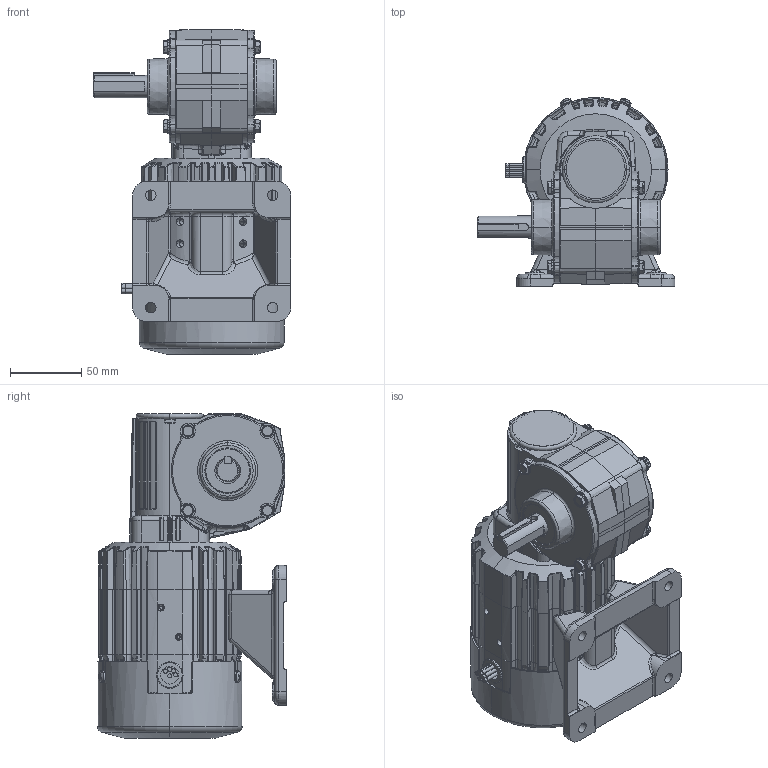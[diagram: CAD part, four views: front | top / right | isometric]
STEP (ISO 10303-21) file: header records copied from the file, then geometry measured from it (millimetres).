
FILE_DESCRIPTION (( 'STEP AP203' ), '1' );
FILE_NAME ('INFM0143.STEP', '2013-04-08T16:15:11', ( 'Admin' ), ( 'Bodine Electric Company' ), 'SwSTEP 2.0', 'SolidWorks 2012', '' );
FILE_SCHEMA (( 'CONFIG_CONTROL_DESIGN' ));
Products named in the file (1): INFM0143
Bounding box: 139.04 x 133 x 228.61 mm (x, y, z)
Volume: 1098939.4 mm3; surface area: 277428.4 mm2
Topology: 37 solids, 38 shells, 3315 faces, 8175 edges, 4896 vertices
Faces by surface type: plane 1025, bspline 859, cylinder 778, torus 351, cone 270, sphere 32
Entity records: 127917 total; most frequent: CARTESIAN_POINT 56240, ORIENTED_EDGE 16150, DIRECTION 13807, EDGE_CURVE 8075, AXIS2_PLACEMENT_3D 5745, VERTEX_POINT 4894, EDGE_LOOP 3467, ADVANCED_FACE 3315
